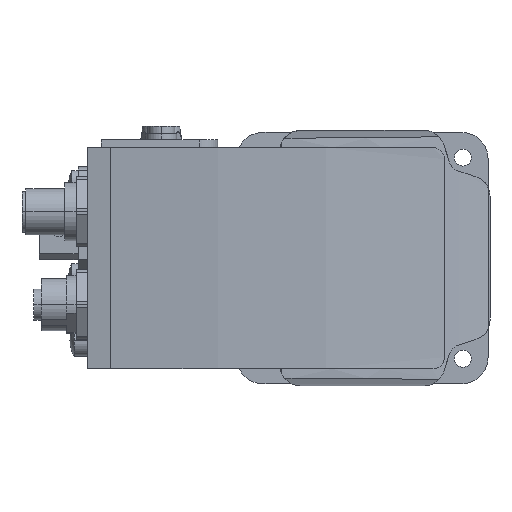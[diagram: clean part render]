
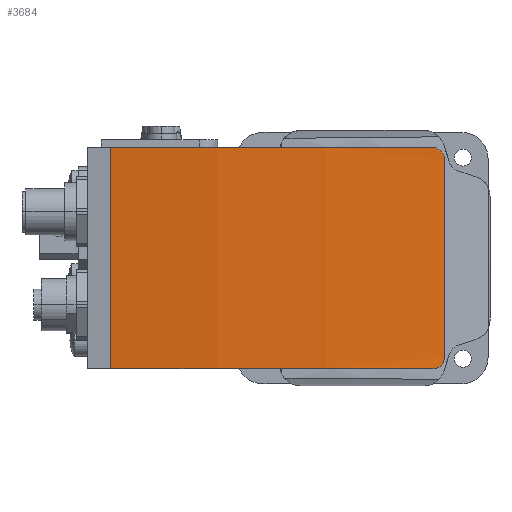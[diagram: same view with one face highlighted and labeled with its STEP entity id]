
A CAD part, left-side view. The second image highlights one B-rep face of the part: STEP entity #3684.
In plain terms, the highlighted cylindrical face has radius 300 mm (diameter 600 mm), a partial arc.
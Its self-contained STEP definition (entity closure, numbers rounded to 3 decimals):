
#3684=ADVANCED_FACE('',(#8244),#8245,.T.);
#3700=EDGE_CURVE('',#8268,#8269,#8270,.T.);
#3702=EDGE_CURVE('',#8272,#8268,#8273,.T.);
#3704=EDGE_CURVE('',#8275,#8272,#8276,.T.);
#3706=EDGE_CURVE('',#8278,#8275,#8279,.T.);
#3708=EDGE_CURVE('',#8281,#8278,#8282,.T.);
#3710=EDGE_CURVE('',#8269,#8281,#8284,.T.);
#8244=FACE_OUTER_BOUND('',#14787,.T.);
#8245=CYLINDRICAL_SURFACE('',#14788,300.0);
#8268=VERTEX_POINT('',#14812);
#8269=VERTEX_POINT('',#14813);
#8270=B_SPLINE_CURVE_WITH_KNOTS('',3,(#14814,#14815,#14816,#14817,#14818,#14819,#14820,#14821,#14822,#14823,#14824,#14825,#14826,#14827,#14828,#14829,#14830,#14831),.UNSPECIFIED.,.F.,.F.,(4,2,2,2,2,2,2,2,4),(4.539,5.11,5.681,6.252,6.822,7.387,7.952,8.517,9.082),.UNSPECIFIED.);
#8272=VERTEX_POINT('',#14834);
#8273=CIRCLE('',#14835,300.0);
#8275=VERTEX_POINT('',#14838);
#8276=LINE('',#14839,#14840);
#8278=VERTEX_POINT('',#14843);
#8279=CIRCLE('',#14844,300.0);
#8281=VERTEX_POINT('',#14847);
#8282=B_SPLINE_CURVE_WITH_KNOTS('',3,(#14848,#14849,#14850,#14851,#14852,#14853,#14854,#14855,#14856,#14857,#14858,#14859,#14860,#14861,#14862,#14863,#14864,#14865),.UNSPECIFIED.,.F.,.F.,(4,2,2,2,2,2,2,2,4),(9.082,9.648,10.214,10.78,11.346,11.916,12.485,13.054,13.624),.UNSPECIFIED.);
#8284=LINE('',#14868,#14869);
#14787=EDGE_LOOP('',(#22608,#22609,#22610,#22611,#22612,#22613));
#14788=AXIS2_PLACEMENT_3D('',#22614,#22615,#22616);
#14812=CARTESIAN_POINT('',(-4.808,-25.6,28.6));
#14813=CARTESIAN_POINT('',(-4.388,-28.6,25.6));
#14814=CARTESIAN_POINT('',(-4.808,-25.6,28.6));
#14815=CARTESIAN_POINT('',(-4.782,-25.789,28.6));
#14816=CARTESIAN_POINT('',(-4.756,-25.984,28.582));
#14817=CARTESIAN_POINT('',(-4.703,-26.372,28.506));
#14818=CARTESIAN_POINT('',(-4.676,-26.565,28.448));
#14819=CARTESIAN_POINT('',(-4.625,-26.935,28.294));
#14820=CARTESIAN_POINT('',(-4.6,-27.112,28.198));
#14821=CARTESIAN_POINT('',(-4.554,-27.441,27.977));
#14822=CARTESIAN_POINT('',(-4.532,-27.592,27.851));
#14823=CARTESIAN_POINT('',(-4.495,-27.858,27.585));
#14824=CARTESIAN_POINT('',(-4.477,-27.982,27.435));
#14825=CARTESIAN_POINT('',(-4.446,-28.201,27.108));
#14826=CARTESIAN_POINT('',(-4.432,-28.296,26.931));
#14827=CARTESIAN_POINT('',(-4.41,-28.448,26.562));
#14828=CARTESIAN_POINT('',(-4.401,-28.506,26.37));
#14829=CARTESIAN_POINT('',(-4.39,-28.582,25.983));
#14830=CARTESIAN_POINT('',(-4.388,-28.6,25.788));
#14831=CARTESIAN_POINT('',(-4.388,-28.6,25.6));
#14834=CARTESIAN_POINT('',(-4.388,57.6,28.6));
#14835=AXIS2_PLACEMENT_3D('',#22675,#22676,#22677);
#14838=CARTESIAN_POINT('',(-4.388,57.6,-28.6));
#14839=CARTESIAN_POINT('',(-4.388,57.6,0.0));
#14840=VECTOR('',#22678,1.0);
#14843=CARTESIAN_POINT('',(-4.808,-25.6,-28.6));
#14844=AXIS2_PLACEMENT_3D('',#22679,#22680,#22681);
#14847=CARTESIAN_POINT('',(-4.388,-28.6,-25.6));
#14848=CARTESIAN_POINT('',(-4.388,-28.6,-25.6));
#14849=CARTESIAN_POINT('',(-4.388,-28.6,-25.789));
#14850=CARTESIAN_POINT('',(-4.39,-28.582,-25.984));
#14851=CARTESIAN_POINT('',(-4.402,-28.506,-26.372));
#14852=CARTESIAN_POINT('',(-4.41,-28.448,-26.565));
#14853=CARTESIAN_POINT('',(-4.432,-28.294,-26.934));
#14854=CARTESIAN_POINT('',(-4.446,-28.199,-27.111));
#14855=CARTESIAN_POINT('',(-4.477,-27.979,-27.438));
#14856=CARTESIAN_POINT('',(-4.495,-27.854,-27.589));
#14857=CARTESIAN_POINT('',(-4.533,-27.588,-27.855));
#14858=CARTESIAN_POINT('',(-4.554,-27.437,-27.98));
#14859=CARTESIAN_POINT('',(-4.601,-27.109,-28.2));
#14860=CARTESIAN_POINT('',(-4.625,-26.932,-28.296));
#14861=CARTESIAN_POINT('',(-4.677,-26.562,-28.449));
#14862=CARTESIAN_POINT('',(-4.703,-26.37,-28.506));
#14863=CARTESIAN_POINT('',(-4.756,-25.983,-28.582));
#14864=CARTESIAN_POINT('',(-4.783,-25.788,-28.6));
#14865=CARTESIAN_POINT('',(-4.808,-25.6,-28.6));
#14868=CARTESIAN_POINT('',(-4.388,-28.6,0.0));
#14869=VECTOR('',#22682,1.0);
#22608=ORIENTED_EDGE('',*,*,#3700,.F.);
#22609=ORIENTED_EDGE('',*,*,#3702,.F.);
#22610=ORIENTED_EDGE('',*,*,#3704,.F.);
#22611=ORIENTED_EDGE('',*,*,#3706,.F.);
#22612=ORIENTED_EDGE('',*,*,#3708,.F.);
#22613=ORIENTED_EDGE('',*,*,#3710,.F.);
#22614=CARTESIAN_POINT('',(292.5,14.5,28.6));
#22615=DIRECTION('',(0.0,-0.0,-1.0));
#22616=DIRECTION('',(-0.99,-0.144,0.0));
#22675=CARTESIAN_POINT('',(292.5,14.5,28.6));
#22676=DIRECTION('',(0.0,0.0,1.0));
#22677=DIRECTION('',(-0.99,-0.144,0.0));
#22678=DIRECTION('',(0.0,0.0,1.0));
#22679=CARTESIAN_POINT('',(292.5,14.5,-28.6));
#22680=DIRECTION('',(-0.0,0.0,-1.0));
#22681=DIRECTION('',(-0.99,-0.144,0.0));
#22682=DIRECTION('',(0.0,0.0,-1.0));
